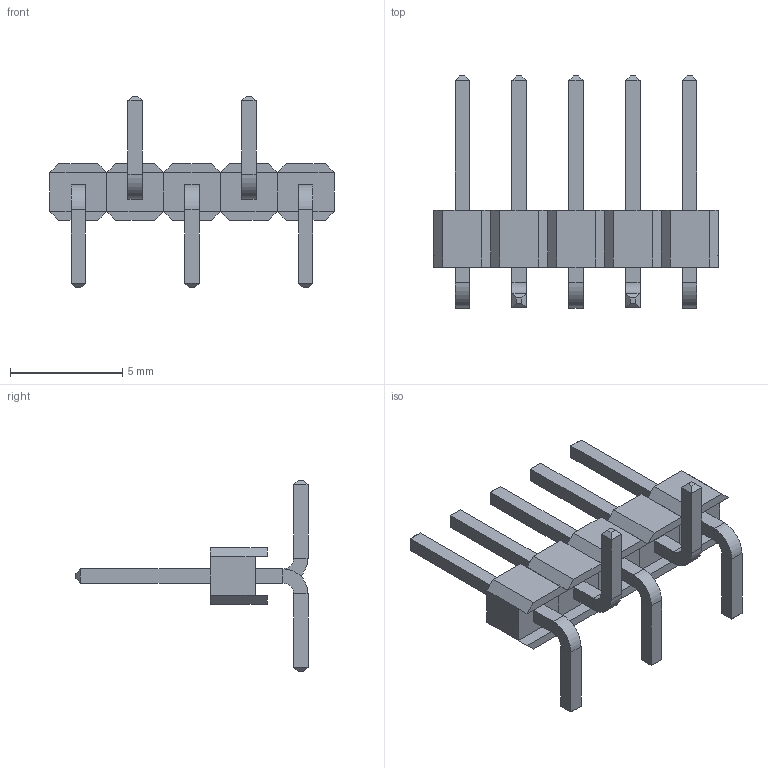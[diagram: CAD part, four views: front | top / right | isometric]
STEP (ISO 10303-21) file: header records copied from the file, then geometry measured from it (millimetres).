
FILE_DESCRIPTION (( 'STEP AP214' ), '1' );
FILE_NAME ('PLS-05SMD.STEP', '2019-07-03T10:26:36', ( '' ), ( '' ), 'SwSTEP 2.0', 'SolidWorks 2018', '' );
FILE_SCHEMA (( 'AUTOMOTIVE_DESIGN' ));
Length unit declared in the file: millimetre
Products named in the file (2): PLS-05SMD; PLS_SMD
Assembly tree (5 placements, depth 2):
  PLS-05SMD
    PLS_SMD  x5
Bounding box: 12.7 x 10.36 x 8.54 mm (x, y, z)
Volume: 90 mm3; surface area: 332.3 mm2
Topology: 5 solids, 5 shells, 200 faces, 440 edges, 260 vertices
Faces by surface type: plane 190, cylinder 10
Entity records: 1594 total; most frequent: DIRECTION 188, CARTESIAN_POINT 188, ORIENTED_EDGE 176, EDGE_CURVE 88, LINE 84, VECTOR 84, VERTEX_POINT 52, AXIS2_PLACEMENT_3D 52
